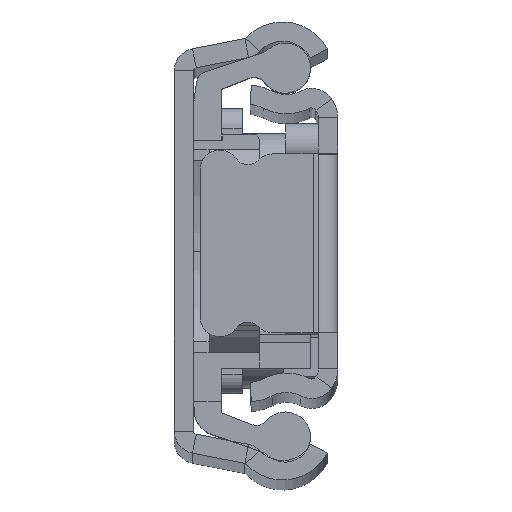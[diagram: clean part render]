
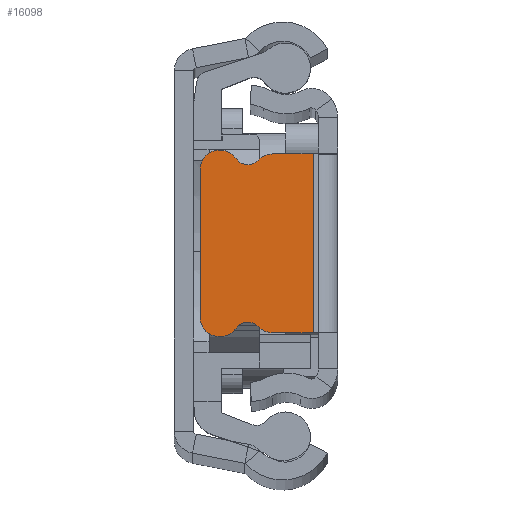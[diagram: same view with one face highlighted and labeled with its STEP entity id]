
A CAD part, top view. The second image highlights one B-rep face of the part: STEP entity #16098.
In plain terms, the highlighted planar face has unit normal (0, 0, 1).
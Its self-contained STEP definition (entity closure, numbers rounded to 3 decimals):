
#222 = VERTEX_POINT ( 'NONE', #384 ) ;
#384 = CARTESIAN_POINT ( 'NONE',  ( -5.078, -6.95, 0. ) ) ;
#528 = CIRCLE ( 'NONE', #13058, 1.5 ) ;
#569 = VERTEX_POINT ( 'NONE', #2404 ) ;
#585 = CARTESIAN_POINT ( 'NONE',  ( 0., -7.25, 0. ) ) ;
#598 = ORIENTED_EDGE ( 'NONE', *, *, #10701, .T. ) ;
#701 = VERTEX_POINT ( 'NONE', #11648 ) ;
#799 = DIRECTION ( 'NONE',  ( -1., 0., 0. ) ) ;
#1176 = ORIENTED_EDGE ( 'NONE', *, *, #7633, .T. ) ;
#1345 = CARTESIAN_POINT ( 'NONE',  ( -9.14, 5.75, 0. ) ) ;
#1368 = CIRCLE ( 'NONE', #3194, 1.5 ) ;
#1423 = CARTESIAN_POINT ( 'NONE',  ( 1.206, 6.95, 0. ) ) ;
#1424 = VECTOR ( 'NONE', #5634, 1000. ) ;
#1622 = CIRCLE ( 'NONE', #2929, 1.5 ) ;
#1633 = CIRCLE ( 'NONE', #15195, 1.1 ) ;
#1703 = EDGE_CURVE ( 'NONE', #9913, #3222, #7434, .T. ) ;
#1770 = CARTESIAN_POINT ( 'NONE',  ( -5.078, 6.95, 0. ) ) ;
#2060 = VERTEX_POINT ( 'NONE', #6157 ) ;
#2100 = CARTESIAN_POINT ( 'NONE',  ( 0., 7.25, 0. ) ) ;
#2404 = CARTESIAN_POINT ( 'NONE',  ( -9.2, -7.25, 0. ) ) ;
#2574 = CARTESIAN_POINT ( 'NONE',  ( -6.99, 7.212, 0. ) ) ;
#2717 = CARTESIAN_POINT ( 'NONE',  ( -10.7, -5.75, 0. ) ) ;
#2719 = CIRCLE ( 'NONE', #6618, 1.1 ) ;
#2929 = AXIS2_PLACEMENT_3D ( 'NONE', #8537, #10980, #13510 ) ;
#3007 = DIRECTION ( 'NONE',  ( 0., 0., -1. ) ) ;
#3034 = AXIS2_PLACEMENT_3D ( 'NONE', #6082, #3624, #10826 ) ;
#3181 = AXIS2_PLACEMENT_3D ( 'NONE', #13872, #7684, #13796 ) ;
#3194 = AXIS2_PLACEMENT_3D ( 'NONE', #13299, #5799, #7091 ) ;
#3222 = VERTEX_POINT ( 'NONE', #8155 ) ;
#3278 = CARTESIAN_POINT ( 'NONE',  ( -10.7, 5.75, 0. ) ) ;
#3385 = EDGE_CURVE ( 'NONE', #569, #5405, #10395, .T. ) ;
#3624 = DIRECTION ( 'NONE',  ( 0., 0., -1. ) ) ;
#3636 = DIRECTION ( 'NONE',  ( 0., 0., -1. ) ) ;
#3961 = DIRECTION ( 'NONE',  ( 0., 1., 0. ) ) ;
#3993 = EDGE_LOOP ( 'NONE', ( #598, #11074, #4989, #1176, #11938, #9045, #15206, #10667, #15274, #6124, #4484, #9186, #10543, #14542, #12236 ) ) ;
#4000 = DIRECTION ( 'NONE',  ( -1., 0., 0. ) ) ;
#4245 = CARTESIAN_POINT ( 'NONE',  ( -5.078, 5.45, 0. ) ) ;
#4286 = CARTESIAN_POINT ( 'NONE',  ( -1.9, -7.25, 0. ) ) ;
#4333 = FACE_OUTER_BOUND ( 'NONE', #3993, .T. ) ;
#4448 = VERTEX_POINT ( 'NONE', #9431 ) ;
#4484 = ORIENTED_EDGE ( 'NONE', *, *, #6504, .T. ) ;
#4534 = CIRCLE ( 'NONE', #12347, 1.5 ) ;
#4584 = LINE ( 'NONE', #2100, #10376 ) ;
#4989 = ORIENTED_EDGE ( 'NONE', *, *, #5326, .T. ) ;
#5190 = LINE ( 'NONE', #1423, #7868 ) ;
#5326 = EDGE_CURVE ( 'NONE', #11751, #14116, #5190, .T. ) ;
#5405 = VERTEX_POINT ( 'NONE', #7643 ) ;
#5454 = EDGE_CURVE ( 'NONE', #11751, #701, #10478, .T. ) ;
#5468 = CARTESIAN_POINT ( 'NONE',  ( 0., 0., 0. ) ) ;
#5634 = DIRECTION ( 'NONE',  ( 0., -1., 0. ) ) ;
#5799 = DIRECTION ( 'NONE',  ( 0., 0., 1. ) ) ;
#6082 = CARTESIAN_POINT ( 'NONE',  ( -6.99, -7.212, 0. ) ) ;
#6124 = ORIENTED_EDGE ( 'NONE', *, *, #16151, .T. ) ;
#6157 = CARTESIAN_POINT ( 'NONE',  ( -9.2, 7.25, 0. ) ) ;
#6242 = EDGE_CURVE ( 'NONE', #2060, #12114, #10237, .T. ) ;
#6250 = DIRECTION ( 'NONE',  ( 0., 0., 1. ) ) ;
#6435 = VERTEX_POINT ( 'NONE', #15497 ) ;
#6504 = EDGE_CURVE ( 'NONE', #11399, #569, #1368, .T. ) ;
#6618 = AXIS2_PLACEMENT_3D ( 'NONE', #2574, #3636, #11239 ) ;
#6656 = VECTOR ( 'NONE', #7829, 1000. ) ;
#6788 = EDGE_CURVE ( 'NONE', #5405, #7641, #4534, .T. ) ;
#7091 = DIRECTION ( 'NONE',  ( -1., 0., 0. ) ) ;
#7434 = CIRCLE ( 'NONE', #14200, 1.5 ) ;
#7633 = EDGE_CURVE ( 'NONE', #14116, #6435, #528, .T. ) ;
#7641 = VERTEX_POINT ( 'NONE', #9152 ) ;
#7643 = CARTESIAN_POINT ( 'NONE',  ( -9.14, -7.25, 0. ) ) ;
#7684 = DIRECTION ( 'NONE',  ( 0., 0., 1. ) ) ;
#7829 = DIRECTION ( 'NONE',  ( 1., 0., 0. ) ) ;
#7868 = VECTOR ( 'NONE', #15057, 1000. ) ;
#7989 = EDGE_CURVE ( 'NONE', #6435, #4448, #2719, .T. ) ;
#8086 = PLANE ( 'NONE',  #11603 ) ;
#8155 = CARTESIAN_POINT ( 'NONE',  ( -9.14, 7.25, 0. ) ) ;
#8537 = CARTESIAN_POINT ( 'NONE',  ( -5.078, -5.45, 0. ) ) ;
#8714 = DIRECTION ( 'NONE',  ( 0., 1., 0. ) ) ;
#9045 = ORIENTED_EDGE ( 'NONE', *, *, #14932, .T. ) ;
#9073 = DIRECTION ( 'NONE',  ( 0., 1., 0. ) ) ;
#9152 = CARTESIAN_POINT ( 'NONE',  ( -7.9, -6.593, 0. ) ) ;
#9186 = ORIENTED_EDGE ( 'NONE', *, *, #3385, .T. ) ;
#9431 = CARTESIAN_POINT ( 'NONE',  ( -6.99, 6.112, 0. ) ) ;
#9576 = CIRCLE ( 'NONE', #3034, 1.1 ) ;
#9913 = VERTEX_POINT ( 'NONE', #14553 ) ;
#10177 = CARTESIAN_POINT ( 'NONE',  ( -9.14, -5.75, 0. ) ) ;
#10237 = CIRCLE ( 'NONE', #3181, 1.5 ) ;
#10371 = DIRECTION ( 'NONE',  ( 0., 0., 1. ) ) ;
#10376 = VECTOR ( 'NONE', #799, 1000. ) ;
#10395 = LINE ( 'NONE', #585, #15062 ) ;
#10478 = LINE ( 'NONE', #4286, #14917 ) ;
#10543 = ORIENTED_EDGE ( 'NONE', *, *, #6788, .T. ) ;
#10667 = ORIENTED_EDGE ( 'NONE', *, *, #12467, .T. ) ;
#10680 = CARTESIAN_POINT ( 'NONE',  ( -6.181, -6.467, 0. ) ) ;
#10701 = EDGE_CURVE ( 'NONE', #222, #701, #14178, .T. ) ;
#10826 = DIRECTION ( 'NONE',  ( 0., -1., 0. ) ) ;
#10980 = DIRECTION ( 'NONE',  ( 0., 0., 1. ) ) ;
#11074 = ORIENTED_EDGE ( 'NONE', *, *, #5454, .F. ) ;
#11239 = DIRECTION ( 'NONE',  ( 0., -1., 0. ) ) ;
#11360 = EDGE_CURVE ( 'NONE', #7641, #15382, #9576, .T. ) ;
#11399 = VERTEX_POINT ( 'NONE', #2717 ) ;
#11433 = CARTESIAN_POINT ( 'NONE',  ( 0., -6.95, 0. ) ) ;
#11603 = AXIS2_PLACEMENT_3D ( 'NONE', #5468, #3007, #4000 ) ;
#11648 = CARTESIAN_POINT ( 'NONE',  ( -1.9, -6.95, 0. ) ) ;
#11751 = VERTEX_POINT ( 'NONE', #12601 ) ;
#11938 = ORIENTED_EDGE ( 'NONE', *, *, #7989, .T. ) ;
#12114 = VERTEX_POINT ( 'NONE', #3278 ) ;
#12236 = ORIENTED_EDGE ( 'NONE', *, *, #14605, .T. ) ;
#12347 = AXIS2_PLACEMENT_3D ( 'NONE', #10177, #15131, #3961 ) ;
#12467 = EDGE_CURVE ( 'NONE', #3222, #2060, #4584, .T. ) ;
#12601 = CARTESIAN_POINT ( 'NONE',  ( -1.9, 6.95, 0. ) ) ;
#12851 = DIRECTION ( 'NONE',  ( 0., -1., 0. ) ) ;
#12931 = CARTESIAN_POINT ( 'NONE',  ( -6.99, 7.212, 0. ) ) ;
#13019 = DIRECTION ( 'NONE',  ( 0., -1., 0. ) ) ;
#13058 = AXIS2_PLACEMENT_3D ( 'NONE', #4245, #10371, #9073 ) ;
#13299 = CARTESIAN_POINT ( 'NONE',  ( -9.2, -5.75, 0. ) ) ;
#13379 = LINE ( 'NONE', #14676, #1424 ) ;
#13510 = DIRECTION ( 'NONE',  ( 0., 1., 0. ) ) ;
#13796 = DIRECTION ( 'NONE',  ( -1., 0., 0. ) ) ;
#13872 = CARTESIAN_POINT ( 'NONE',  ( -9.2, 5.75, 0. ) ) ;
#14116 = VERTEX_POINT ( 'NONE', #1770 ) ;
#14178 = LINE ( 'NONE', #11433, #6656 ) ;
#14200 = AXIS2_PLACEMENT_3D ( 'NONE', #1345, #6250, #8714 ) ;
#14542 = ORIENTED_EDGE ( 'NONE', *, *, #11360, .T. ) ;
#14553 = CARTESIAN_POINT ( 'NONE',  ( -7.9, 6.593, 0. ) ) ;
#14605 = EDGE_CURVE ( 'NONE', #15382, #222, #1622, .T. ) ;
#14676 = CARTESIAN_POINT ( 'NONE',  ( -10.7, 0., 0. ) ) ;
#14917 = VECTOR ( 'NONE', #13019, 1000. ) ;
#14932 = EDGE_CURVE ( 'NONE', #4448, #9913, #1633, .T. ) ;
#15057 = DIRECTION ( 'NONE',  ( -1., 0., 0. ) ) ;
#15062 = VECTOR ( 'NONE', #15530, 1000. ) ;
#15131 = DIRECTION ( 'NONE',  ( 0., 0., 1. ) ) ;
#15195 = AXIS2_PLACEMENT_3D ( 'NONE', #12931, #15697, #12851 ) ;
#15206 = ORIENTED_EDGE ( 'NONE', *, *, #1703, .T. ) ;
#15274 = ORIENTED_EDGE ( 'NONE', *, *, #6242, .T. ) ;
#15382 = VERTEX_POINT ( 'NONE', #10680 ) ;
#15497 = CARTESIAN_POINT ( 'NONE',  ( -6.181, 6.467, 0. ) ) ;
#15530 = DIRECTION ( 'NONE',  ( 1., 0., 0. ) ) ;
#15697 = DIRECTION ( 'NONE',  ( 0., 0., -1. ) ) ;
#16098 = ADVANCED_FACE ( 'NONE', ( #4333 ), #8086, .F. ) ;
#16151 = EDGE_CURVE ( 'NONE', #12114, #11399, #13379, .T. ) ;
